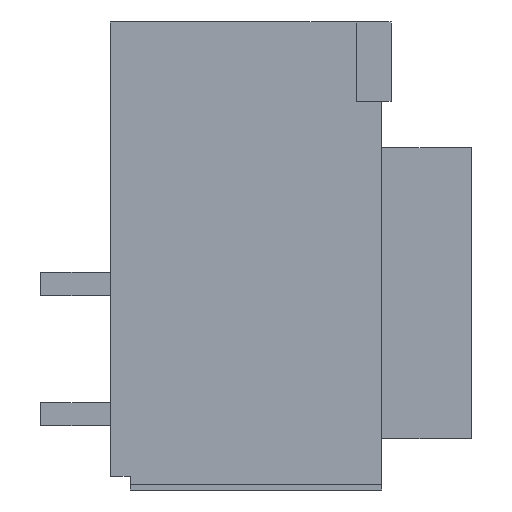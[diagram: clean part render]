
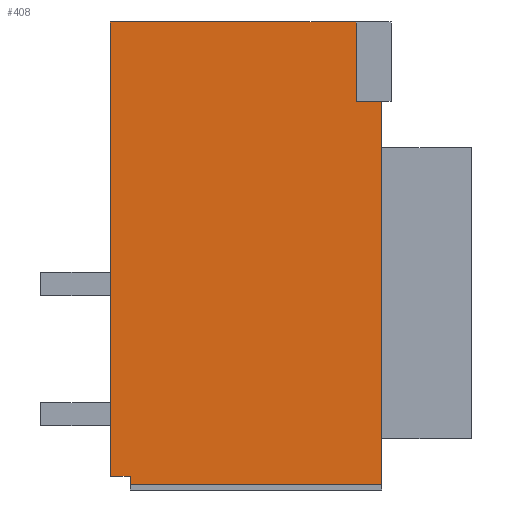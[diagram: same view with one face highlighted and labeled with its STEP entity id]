
A CAD part, left-side view. The second image highlights one B-rep face of the part: STEP entity #408.
In plain terms, the highlighted planar face has unit normal (-1, 0, 0).
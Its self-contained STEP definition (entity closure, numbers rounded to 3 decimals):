
#408=ADVANCED_FACE('',(#567),#505,.F.);
#505=PLANE('',#2134);
#567=FACE_OUTER_BOUND('',#665,.T.);
#665=EDGE_LOOP('',(#981,#982,#983,#984,#985,#986,#987,#988));
#981=ORIENTED_EDGE('',*,*,#1607,.T.);
#982=ORIENTED_EDGE('',*,*,#1603,.F.);
#983=ORIENTED_EDGE('',*,*,#1608,.T.);
#984=ORIENTED_EDGE('',*,*,#1609,.F.);
#985=ORIENTED_EDGE('',*,*,#1610,.T.);
#986=ORIENTED_EDGE('',*,*,#1611,.F.);
#987=ORIENTED_EDGE('',*,*,#1612,.F.);
#988=ORIENTED_EDGE('',*,*,#1547,.F.);
#1351=VERTEX_POINT('',#2905);
#1352=VERTEX_POINT('',#2907);
#1402=VERTEX_POINT('',#3018);
#1403=VERTEX_POINT('',#3020);
#1406=VERTEX_POINT('',#3031);
#1407=VERTEX_POINT('',#3033);
#1408=VERTEX_POINT('',#3035);
#1409=VERTEX_POINT('',#3037);
#1547=EDGE_CURVE('',#1351,#1352,#1775,.T.);
#1603=EDGE_CURVE('',#1403,#1402,#1827,.T.);
#1607=EDGE_CURVE('',#1351,#1402,#1831,.T.);
#1608=EDGE_CURVE('',#1403,#1406,#1832,.T.);
#1609=EDGE_CURVE('',#1407,#1406,#1833,.T.);
#1610=EDGE_CURVE('',#1407,#1408,#1834,.T.);
#1611=EDGE_CURVE('',#1409,#1408,#1835,.T.);
#1612=EDGE_CURVE('',#1352,#1409,#1836,.T.);
#1775=LINE('',#2906,#1947);
#1827=LINE('',#3021,#1999);
#1831=LINE('',#3029,#2003);
#1832=LINE('',#3030,#2004);
#1833=LINE('',#3032,#2005);
#1834=LINE('',#3034,#2006);
#1835=LINE('',#3036,#2007);
#1836=LINE('',#3038,#2008);
#1947=VECTOR('',#2373,1.);
#1999=VECTOR('',#2447,1.);
#2003=VECTOR('',#2455,1.);
#2004=VECTOR('',#2456,1.);
#2005=VECTOR('',#2457,1.);
#2006=VECTOR('',#2458,1.);
#2007=VECTOR('',#2459,1.);
#2008=VECTOR('',#2460,1.);
#2134=AXIS2_PLACEMENT_3D('',#3039,#2461,#2462);
#2373=DIRECTION('',(0.,0.,-1.));
#2447=DIRECTION('',(0.,0.,1.));
#2455=DIRECTION('',(0.,1.,0.));
#2456=DIRECTION('',(0.,-1.,0.));
#2457=DIRECTION('',(0.,0.,1.));
#2458=DIRECTION('',(0.,-1.,0.));
#2459=DIRECTION('',(0.,0.,-1.));
#2460=DIRECTION('',(0.,-1.,0.));
#2461=DIRECTION('',(1.,0.,0.));
#2462=DIRECTION('',(0.,0.,-1.));
#2905=CARTESIAN_POINT('',(-67.5,99.,402.));
#2906=CARTESIAN_POINT('',(-67.5,99.,402.));
#2907=CARTESIAN_POINT('',(-67.5,99.,334.));
#3018=CARTESIAN_POINT('',(-67.5,310.,402.));
#3020=CARTESIAN_POINT('',(-67.5,310.,12.));
#3021=CARTESIAN_POINT('',(-67.5,310.,5.));
#3029=CARTESIAN_POINT('',(-67.5,0.,402.));
#3030=CARTESIAN_POINT('',(-67.5,0.,12.));
#3031=CARTESIAN_POINT('',(-67.5,293.,12.));
#3032=CARTESIAN_POINT('',(-67.5,293.,600.));
#3033=CARTESIAN_POINT('',(-67.5,293.,5.));
#3034=CARTESIAN_POINT('',(-67.5,0.,5.));
#3035=CARTESIAN_POINT('',(-67.5,77.,5.));
#3036=CARTESIAN_POINT('',(-67.5,77.,334.));
#3037=CARTESIAN_POINT('',(-67.5,77.,334.));
#3038=CARTESIAN_POINT('',(-67.5,99.,334.));
#3039=CARTESIAN_POINT('',(-67.5,0.,5.));
